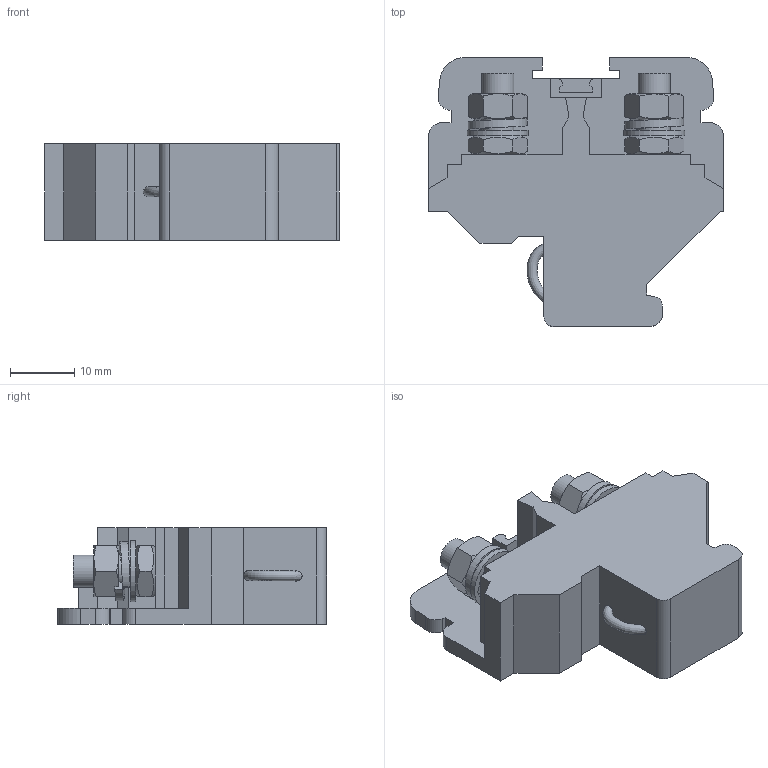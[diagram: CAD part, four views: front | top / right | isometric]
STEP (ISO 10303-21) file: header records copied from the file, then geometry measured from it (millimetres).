
FILE_DESCRIPTION(/* description */ ('Unknown'),/* implementation_level */ '2;1');
FILE_NAME(/* name */ 'CBTM5_3D_SOILD',/* time_stamp */ '2024-11-16T09:31:59+05:00',/* author */ ('Unknown'),/* organization */ ('Unknown'),/* preprocessor_version */ 'ST-DEVELOPER v16.7',/* originating_system */ 'Solid Edge',/* authorisation */ 'Unknown');
FILE_SCHEMA (('AUTOMOTIVE_DESIGN {1 0 10303 214 3 1 1}'));
Length unit declared in the file: millimetre
Products named in the file (1): CBTM5_3D_SOILD
Bounding box: 46 x 42 x 15 mm (x, y, z)
Volume: 15104.1 mm3; surface area: 6552.2 mm2
Topology: 1 solids, 1 shells, 145 faces, 397 edges, 266 vertices
Faces by surface type: plane 105, cylinder 23, cone 12, bspline 5
Full cylindrical faces by diameter (mm): 5 x4, 5.3 x2, 9.5 x2
Entity records: 5964 total; most frequent: CARTESIAN_POINT 1469, ORIENTED_EDGE 746, DIRECTION 635, EDGE_CURVE 373, VERTEX_POINT 257, LINE 249, VECTOR 249, AXIS2_PLACEMENT_3D 193
